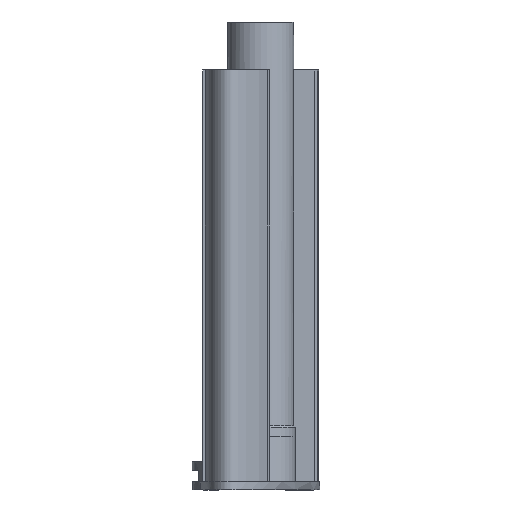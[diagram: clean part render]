
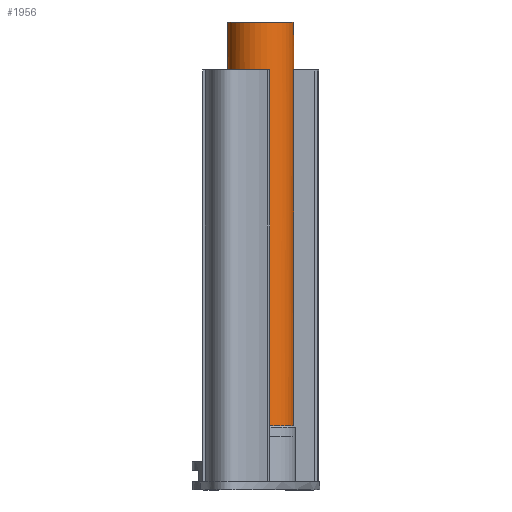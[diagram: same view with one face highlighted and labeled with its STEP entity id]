
A CAD part, left-side view. The second image highlights one B-rep face of the part: STEP entity #1956.
In plain terms, the highlighted cylindrical face has radius 11.75 mm (diameter 23.5 mm), a full revolution.
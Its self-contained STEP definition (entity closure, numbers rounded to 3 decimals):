
#43=CYLINDRICAL_SURFACE('',#2110,11.75);
#101=CIRCLE('',#2063,11.75);
#104=CIRCLE('',#2068,11.75);
#105=CIRCLE('',#2069,11.75);
#130=CIRCLE('',#2111,11.75);
#131=CIRCLE('',#2112,11.75);
#132=CIRCLE('',#2113,11.75);
#179=FACE_OUTER_BOUND('',#292,.T.);
#292=EDGE_LOOP('',(#1435,#1436,#1437,#1438,#1439,#1440,#1441,#1442,#1443,
#1444,#1445,#1446));
#446=LINE('',#3757,#630);
#447=LINE('',#3761,#631);
#448=LINE('',#3763,#632);
#449=LINE('',#3766,#633);
#450=LINE('',#3769,#634);
#630=VECTOR('',#2375,10.);
#631=VECTOR('',#2380,11.75);
#632=VECTOR('',#2381,10.);
#633=VECTOR('',#2384,10.);
#634=VECTOR('',#2387,10.);
#817=VERTEX_POINT('',#3371);
#819=VERTEX_POINT('',#3374);
#823=VERTEX_POINT('',#3386);
#825=VERTEX_POINT('',#3391);
#826=VERTEX_POINT('',#3393);
#880=VERTEX_POINT('',#3755);
#881=VERTEX_POINT('',#3759);
#882=VERTEX_POINT('',#3762);
#883=VERTEX_POINT('',#3764);
#884=VERTEX_POINT('',#3767);
#1014=EDGE_CURVE('',#817,#819,#101,.T.);
#1021=EDGE_CURVE('',#823,#825,#104,.T.);
#1022=EDGE_CURVE('',#825,#826,#105,.T.);
#1094=EDGE_CURVE('',#880,#817,#446,.T.);
#1095=EDGE_CURVE('',#881,#881,#130,.T.);
#1096=EDGE_CURVE('',#881,#825,#447,.T.);
#1097=EDGE_CURVE('',#882,#823,#448,.T.);
#1098=EDGE_CURVE('',#882,#883,#131,.T.);
#1099=EDGE_CURVE('',#819,#883,#449,.T.);
#1100=EDGE_CURVE('',#880,#884,#132,.T.);
#1101=EDGE_CURVE('',#826,#884,#450,.T.);
#1435=ORIENTED_EDGE('',*,*,#1095,.T.);
#1436=ORIENTED_EDGE('',*,*,#1096,.T.);
#1437=ORIENTED_EDGE('',*,*,#1021,.F.);
#1438=ORIENTED_EDGE('',*,*,#1097,.F.);
#1439=ORIENTED_EDGE('',*,*,#1098,.T.);
#1440=ORIENTED_EDGE('',*,*,#1099,.F.);
#1441=ORIENTED_EDGE('',*,*,#1014,.F.);
#1442=ORIENTED_EDGE('',*,*,#1094,.F.);
#1443=ORIENTED_EDGE('',*,*,#1100,.T.);
#1444=ORIENTED_EDGE('',*,*,#1101,.F.);
#1445=ORIENTED_EDGE('',*,*,#1022,.F.);
#1446=ORIENTED_EDGE('',*,*,#1096,.F.);
#1956=ADVANCED_FACE('',(#179),#43,.T.);
#2063=AXIS2_PLACEMENT_3D('',#3375,#2234,#2235);
#2068=AXIS2_PLACEMENT_3D('',#3392,#2247,#2248);
#2069=AXIS2_PLACEMENT_3D('',#3394,#2249,#2250);
#2110=AXIS2_PLACEMENT_3D('',#3758,#2376,#2377);
#2111=AXIS2_PLACEMENT_3D('',#3760,#2378,#2379);
#2112=AXIS2_PLACEMENT_3D('',#3765,#2382,#2383);
#2113=AXIS2_PLACEMENT_3D('',#3768,#2385,#2386);
#2234=DIRECTION('center_axis',(0.,0.,-1.));
#2235=DIRECTION('ref_axis',(1.,0.,0.));
#2247=DIRECTION('center_axis',(0.,0.,-1.));
#2248=DIRECTION('ref_axis',(1.,0.,0.));
#2249=DIRECTION('center_axis',(0.,0.,-1.));
#2250=DIRECTION('ref_axis',(1.,0.,0.));
#2375=DIRECTION('',(0.,0.,-1.));
#2376=DIRECTION('center_axis',(0.,0.,-1.));
#2377=DIRECTION('ref_axis',(1.,0.,0.));
#2378=DIRECTION('center_axis',(0.,0.,-1.));
#2379=DIRECTION('ref_axis',(-1.,0.,0.));
#2380=DIRECTION('',(0.,0.,-1.));
#2381=DIRECTION('',(0.,0.,-1.));
#2382=DIRECTION('center_axis',(0.,0.,1.));
#2383=DIRECTION('ref_axis',(-1.,0.,0.));
#2384=DIRECTION('',(0.,0.,1.));
#2385=DIRECTION('center_axis',(0.,0.,1.));
#2386=DIRECTION('ref_axis',(-1.,0.,0.));
#2387=DIRECTION('',(0.,0.,1.));
#3371=CARTESIAN_POINT('',(98.448,-2.14,13.98));
#3374=CARTESIAN_POINT('',(98.489,-25.64,13.98));
#3375=CARTESIAN_POINT('Origin',(98.489,-13.89,13.98));
#3386=CARTESIAN_POINT('',(97.451,-25.594,13.98));
#3391=CARTESIAN_POINT('',(86.739,-13.89,13.98));
#3392=CARTESIAN_POINT('Origin',(98.489,-13.89,13.98));
#3393=CARTESIAN_POINT('',(97.462,-2.185,13.98));
#3394=CARTESIAN_POINT('Origin',(98.489,-13.89,13.98));
#3755=CARTESIAN_POINT('',(98.448,-2.14,140.98));
#3757=CARTESIAN_POINT('',(98.448,-2.14,-10.02));
#3758=CARTESIAN_POINT('Origin',(98.489,-13.89,-10.02));
#3759=CARTESIAN_POINT('',(86.739,-13.89,157.98));
#3760=CARTESIAN_POINT('Origin',(98.489,-13.89,157.98));
#3761=CARTESIAN_POINT('',(86.739,-13.89,-10.02));
#3762=CARTESIAN_POINT('',(97.451,-25.594,140.98));
#3763=CARTESIAN_POINT('',(97.451,-25.594,-10.02));
#3764=CARTESIAN_POINT('',(98.489,-25.64,140.98));
#3765=CARTESIAN_POINT('Origin',(98.489,-13.89,140.98));
#3766=CARTESIAN_POINT('',(98.489,-25.64,-10.02));
#3767=CARTESIAN_POINT('',(97.462,-2.185,140.98));
#3768=CARTESIAN_POINT('Origin',(98.489,-13.89,140.98));
#3769=CARTESIAN_POINT('',(97.462,-2.185,-10.02));
